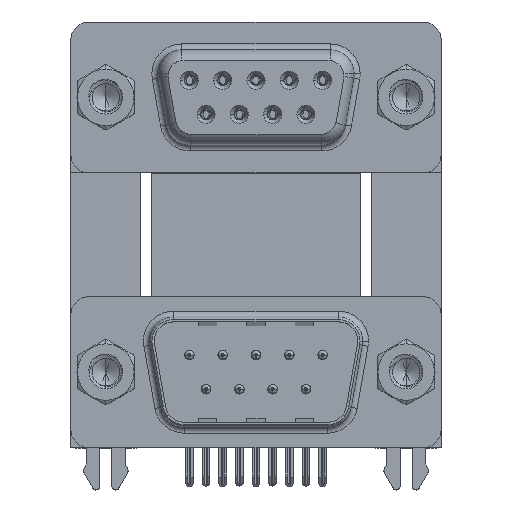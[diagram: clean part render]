
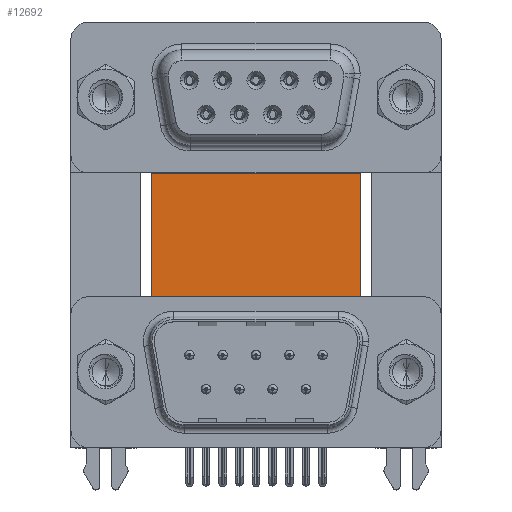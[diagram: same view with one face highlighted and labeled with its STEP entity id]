
A CAD part, top view. The second image highlights one B-rep face of the part: STEP entity #12692.
In plain terms, the highlighted planar face has unit normal (0, 0, 1).
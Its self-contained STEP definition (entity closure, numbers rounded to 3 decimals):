
#220 = DIRECTION ( 'NONE',  ( 1., 0., 0. ) ) ;
#425 = ORIENTED_EDGE ( 'NONE', *, *, #949, .T. ) ;
#949 = EDGE_CURVE ( 'NONE', #27910, #35699, #12674, .T. ) ;
#1009 = AXIS2_PLACEMENT_3D ( 'NONE', #38648, #34813, #13798 ) ;
#2149 = DIRECTION ( 'NONE',  ( 1., 0., 0. ) ) ;
#2516 = CARTESIAN_POINT ( 'NONE',  ( 22.09, -3.735, -12. ) ) ;
#3268 = LINE ( 'NONE', #16590, #11192 ) ;
#6792 = VECTOR ( 'NONE', #26443, 1000. ) ;
#8882 = EDGE_CURVE ( 'NONE', #37377, #37505, #22679, .T. ) ;
#10293 = VECTOR ( 'NONE', #34308, 1000. ) ;
#10797 = CARTESIAN_POINT ( 'NONE',  ( 21.2, 16.585, -12. ) ) ;
#11006 = LINE ( 'NONE', #38813, #41714 ) ;
#11192 = VECTOR ( 'NONE', #17017, 1000. ) ;
#11821 = EDGE_CURVE ( 'NONE', #19067, #44705, #11006, .T. ) ;
#12674 = LINE ( 'NONE', #2516, #36646 ) ;
#12692 = ADVANCED_FACE ( 'NONE', ( #31876 ), #31199, .F. ) ;
#13004 = ORIENTED_EDGE ( 'NONE', *, *, #25710, .T. ) ;
#13358 = EDGE_CURVE ( 'NONE', #31131, #27910, #42847, .T. ) ;
#13798 = DIRECTION ( 'NONE',  ( -1., 0., 0. ) ) ;
#14144 = ORIENTED_EDGE ( 'NONE', *, *, #24741, .T. ) ;
#14386 = DIRECTION ( 'NONE',  ( -0.336, 0.942, 0. ) ) ;
#14478 = EDGE_CURVE ( 'NONE', #37377, #40368, #33109, .T. ) ;
#15049 = ORIENTED_EDGE ( 'NONE', *, *, #11821, .T. ) ;
#15078 = LINE ( 'NONE', #10797, #24676 ) ;
#15247 = CARTESIAN_POINT ( 'NONE',  ( 3.79, -3.735, -12. ) ) ;
#15326 = ORIENTED_EDGE ( 'NONE', *, *, #14478, .T. ) ;
#16590 = CARTESIAN_POINT ( 'NONE',  ( 2.9, -3.735, -12. ) ) ;
#16964 = ORIENTED_EDGE ( 'NONE', *, *, #37941, .T. ) ;
#17017 = DIRECTION ( 'NONE',  ( 0., 1., 0. ) ) ;
#17070 = CARTESIAN_POINT ( 'NONE',  ( 22.09, -3.735, -12. ) ) ;
#17538 = LINE ( 'NONE', #41750, #10293 ) ;
#19067 = VERTEX_POINT ( 'NONE', #27618 ) ;
#19294 = CARTESIAN_POINT ( 'NONE',  ( 3.79, 16.585, -12. ) ) ;
#19597 = CARTESIAN_POINT ( 'NONE',  ( 22.09, -4.635, -12. ) ) ;
#19895 = EDGE_CURVE ( 'NONE', #37505, #44705, #15078, .T. ) ;
#21869 = CARTESIAN_POINT ( 'NONE',  ( 3.79, -0.735, -12. ) ) ;
#22410 = EDGE_CURVE ( 'NONE', #31851, #28991, #34607, .T. ) ;
#22679 = LINE ( 'NONE', #43049, #37672 ) ;
#23330 = CARTESIAN_POINT ( 'NONE',  ( 21.2, -0.735, -12. ) ) ;
#23553 = CARTESIAN_POINT ( 'NONE',  ( 21.2, 16.585, -12. ) ) ;
#23942 = DIRECTION ( 'NONE',  ( 0., -1., 0. ) ) ;
#24350 = DIRECTION ( 'NONE',  ( 0., -1., 0. ) ) ;
#24676 = VECTOR ( 'NONE', #24350, 1000. ) ;
#24741 = EDGE_CURVE ( 'NONE', #35699, #19067, #30054, .T. ) ;
#25710 = EDGE_CURVE ( 'NONE', #28991, #31131, #3268, .T. ) ;
#25882 = DIRECTION ( 'NONE',  ( 0., -1., 0. ) ) ;
#26443 = DIRECTION ( 'NONE',  ( 1., 0., 0. ) ) ;
#27618 = CARTESIAN_POINT ( 'NONE',  ( 22.59, -4.635, -12. ) ) ;
#27910 = VERTEX_POINT ( 'NONE', #17070 ) ;
#28424 = EDGE_LOOP ( 'NONE', ( #41878, #425, #14144, #15049, #38093, #33644, #15326, #16964, #38531, #13004 ) ) ;
#28991 = VERTEX_POINT ( 'NONE', #41805 ) ;
#30054 = LINE ( 'NONE', #43636, #6792 ) ;
#30994 = CARTESIAN_POINT ( 'NONE',  ( 2.9, -4.635, -12. ) ) ;
#31131 = VERTEX_POINT ( 'NONE', #33605 ) ;
#31199 = PLANE ( 'NONE',  #1009 ) ;
#31851 = VERTEX_POINT ( 'NONE', #42927 ) ;
#31876 = FACE_OUTER_BOUND ( 'NONE', #28424, .T. ) ;
#33087 = CARTESIAN_POINT ( 'NONE',  ( 3.79, 16.585, -12. ) ) ;
#33109 = LINE ( 'NONE', #19294, #43297 ) ;
#33605 = CARTESIAN_POINT ( 'NONE',  ( 2.9, -3.735, -12. ) ) ;
#33644 = ORIENTED_EDGE ( 'NONE', *, *, #8882, .F. ) ;
#34308 = DIRECTION ( 'NONE',  ( -0.336, -0.942, 0. ) ) ;
#34607 = LINE ( 'NONE', #30994, #39931 ) ;
#34813 = DIRECTION ( 'NONE',  ( 0., 0., -1. ) ) ;
#35699 = VERTEX_POINT ( 'NONE', #19597 ) ;
#36646 = VECTOR ( 'NONE', #23942, 1000. ) ;
#36693 = DIRECTION ( 'NONE',  ( 1., 0., 0. ) ) ;
#37377 = VERTEX_POINT ( 'NONE', #33087 ) ;
#37505 = VERTEX_POINT ( 'NONE', #23553 ) ;
#37672 = VECTOR ( 'NONE', #36693, 1000. ) ;
#37941 = EDGE_CURVE ( 'NONE', #40368, #31851, #17538, .T. ) ;
#38093 = ORIENTED_EDGE ( 'NONE', *, *, #19895, .F. ) ;
#38531 = ORIENTED_EDGE ( 'NONE', *, *, #22410, .T. ) ;
#38648 = CARTESIAN_POINT ( 'NONE',  ( 3.79, 16.585, -12. ) ) ;
#38813 = CARTESIAN_POINT ( 'NONE',  ( 22.59, -4.635, -12. ) ) ;
#39931 = VECTOR ( 'NONE', #220, 1000. ) ;
#40368 = VERTEX_POINT ( 'NONE', #21869 ) ;
#41714 = VECTOR ( 'NONE', #14386, 1000. ) ;
#41750 = CARTESIAN_POINT ( 'NONE',  ( 2.4, -4.635, -12. ) ) ;
#41805 = CARTESIAN_POINT ( 'NONE',  ( 2.9, -4.635, -12. ) ) ;
#41870 = VECTOR ( 'NONE', #2149, 1000. ) ;
#41878 = ORIENTED_EDGE ( 'NONE', *, *, #13358, .T. ) ;
#42847 = LINE ( 'NONE', #15247, #41870 ) ;
#42927 = CARTESIAN_POINT ( 'NONE',  ( 2.4, -4.635, -12. ) ) ;
#43049 = CARTESIAN_POINT ( 'NONE',  ( 3.79, 16.585, -12. ) ) ;
#43297 = VECTOR ( 'NONE', #25882, 1000. ) ;
#43636 = CARTESIAN_POINT ( 'NONE',  ( 22.09, -4.635, -12. ) ) ;
#44705 = VERTEX_POINT ( 'NONE', #23330 ) ;
